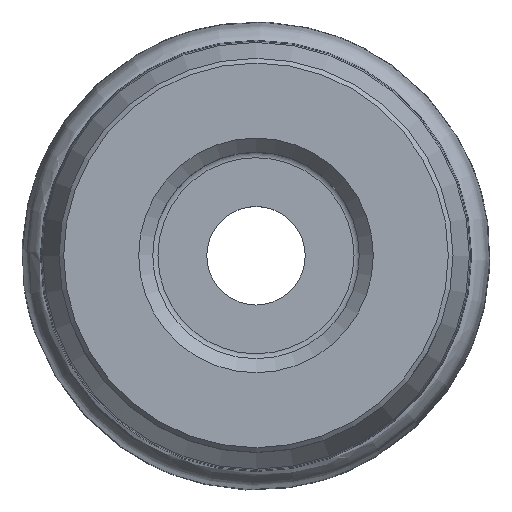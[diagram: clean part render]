
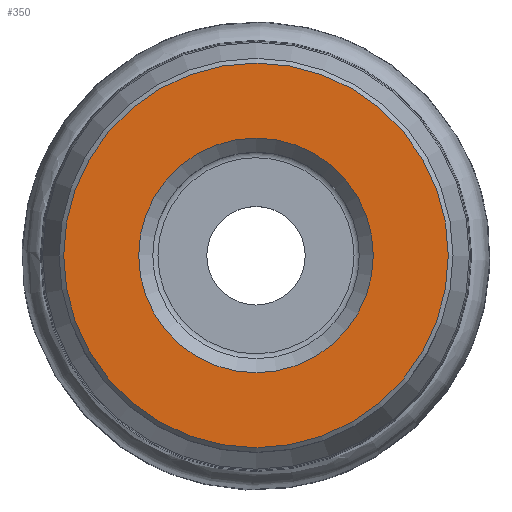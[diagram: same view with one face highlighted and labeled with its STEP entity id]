
A CAD part, top view. The second image highlights one B-rep face of the part: STEP entity #350.
In plain terms, the highlighted planar face has unit normal (0, 0, 1).
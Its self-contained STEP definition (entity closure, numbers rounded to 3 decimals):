
#114=PLANE('',#601);
#119=EDGE_LOOP('',(#191));
#120=EDGE_LOOP('',(#192));
#191=ORIENTED_EDGE('',*,*,#263,.F.);
#192=ORIENTED_EDGE('',*,*,#264,.T.);
#263=EDGE_CURVE('',#462,#462,#299,.T.);
#264=EDGE_CURVE('',#463,#463,#300,.T.);
#299=CIRCLE('',#599,12.505);
#300=CIRCLE('',#600,20.5);
#350=ADVANCED_FACE('TB_SU_1',(#388,#389),#114,.F.);
#388=FACE_BOUND('',#119,.T.);
#389=FACE_BOUND('',#120,.T.);
#462=VERTEX_POINT('',#5123);
#463=VERTEX_POINT('',#5125);
#599=AXIS2_PLACEMENT_3D('',#5122,#694,#695);
#600=AXIS2_PLACEMENT_3D('',#5124,#696,#697);
#601=AXIS2_PLACEMENT_3D('',#5126,#698,#699);
#694=DIRECTION('',(0.,0.,1.));
#695=DIRECTION('',(1.,0.,0.));
#696=DIRECTION('',(0.,0.,1.));
#697=DIRECTION('',(1.,0.,0.));
#698=DIRECTION('',(0.,0.,-1.));
#699=DIRECTION('',(-1.,0.,0.));
#5122=CARTESIAN_POINT('',(0.,0.,0.));
#5123=CARTESIAN_POINT('',(12.505,0.,0.));
#5124=CARTESIAN_POINT('',(0.,0.,0.));
#5125=CARTESIAN_POINT('',(20.5,0.,0.));
#5126=CARTESIAN_POINT('',(-21.,0.,0.));
